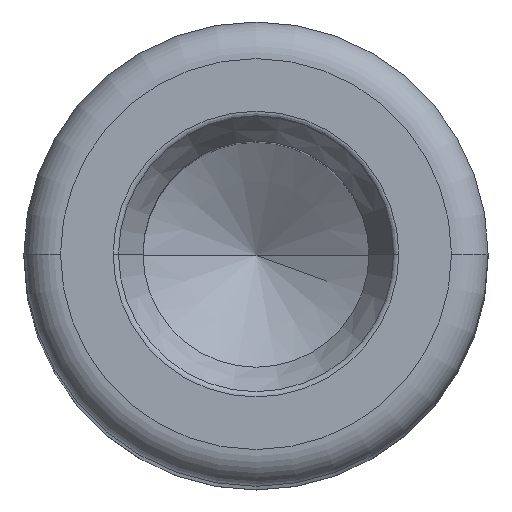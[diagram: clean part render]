
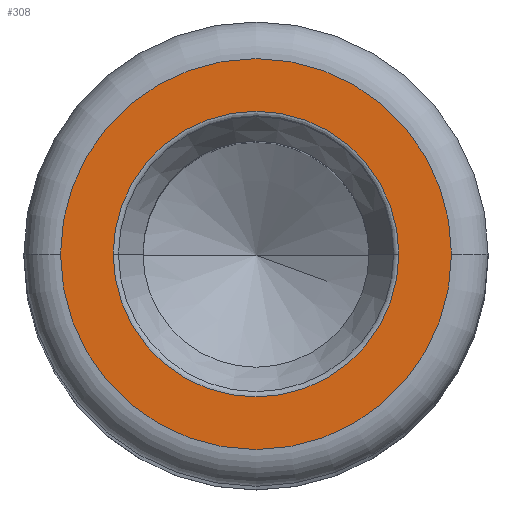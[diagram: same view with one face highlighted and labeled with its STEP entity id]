
A CAD part, top view. The second image highlights one B-rep face of the part: STEP entity #308.
In plain terms, the highlighted planar face has unit normal (0, 0, 1).
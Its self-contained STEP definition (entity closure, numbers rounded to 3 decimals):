
#5 = CARTESIAN_POINT ( 'NONE',  ( 16., 0., 180. ) ) ;
#64 = ORIENTED_EDGE ( 'NONE', *, *, #105, .T. ) ;
#100 = CIRCLE ( 'NONE', #545, 16. ) ;
#105 = EDGE_CURVE ( 'NONE', #426, #532, #234, .T. ) ;
#146 = ORIENTED_EDGE ( 'NONE', *, *, #376, .T. ) ;
#174 = CARTESIAN_POINT ( 'NONE',  ( 0., 0., 180. ) ) ;
#196 = DIRECTION ( 'NONE',  ( 1., 0., 0. ) ) ;
#210 = AXIS2_PLACEMENT_3D ( 'NONE', #473, #758, #265 ) ;
#220 = CIRCLE ( 'NONE', #724, 16. ) ;
#234 = CIRCLE ( 'NONE', #749, 11.689 ) ;
#239 = FACE_OUTER_BOUND ( 'NONE', #541, .T. ) ;
#248 = DIRECTION ( 'NONE',  ( 1., 0., 0. ) ) ;
#258 = PLANE ( 'NONE',  #210 ) ;
#265 = DIRECTION ( 'NONE',  ( 1., 0., 0. ) ) ;
#271 = VERTEX_POINT ( 'NONE', #5 ) ;
#293 = DIRECTION ( 'NONE',  ( 0., 0., -1. ) ) ;
#308 = ADVANCED_FACE ( 'NONE', ( #467, #239 ), #258, .T. ) ;
#322 = DIRECTION ( 'NONE',  ( 1., 0., 0. ) ) ;
#331 = ORIENTED_EDGE ( 'NONE', *, *, #728, .T. ) ;
#333 = CARTESIAN_POINT ( 'NONE',  ( 0., 0., 180. ) ) ;
#356 = VERTEX_POINT ( 'NONE', #471 ) ;
#376 = EDGE_CURVE ( 'NONE', #356, #271, #100, .T. ) ;
#419 = CARTESIAN_POINT ( 'NONE',  ( 0., 0., 180. ) ) ;
#426 = VERTEX_POINT ( 'NONE', #542 ) ;
#431 = ORIENTED_EDGE ( 'NONE', *, *, #505, .T. ) ;
#432 = AXIS2_PLACEMENT_3D ( 'NONE', #333, #293, #626 ) ;
#467 = FACE_BOUND ( 'NONE', #478, .T. ) ;
#471 = CARTESIAN_POINT ( 'NONE',  ( -16., 0., 180. ) ) ;
#473 = CARTESIAN_POINT ( 'NONE',  ( 0., 0., 180. ) ) ;
#478 = EDGE_LOOP ( 'NONE', ( #64, #331 ) ) ;
#505 = EDGE_CURVE ( 'NONE', #271, #356, #220, .T. ) ;
#532 = VERTEX_POINT ( 'NONE', #568 ) ;
#541 = EDGE_LOOP ( 'NONE', ( #431, #146 ) ) ;
#542 = CARTESIAN_POINT ( 'NONE',  ( 11.689, 0., 180. ) ) ;
#545 = AXIS2_PLACEMENT_3D ( 'NONE', #419, #704, #196 ) ;
#568 = CARTESIAN_POINT ( 'NONE',  ( -11.689, 0., 180. ) ) ;
#590 = CIRCLE ( 'NONE', #432, 11.689 ) ;
#601 = CARTESIAN_POINT ( 'NONE',  ( 0., 0., 180. ) ) ;
#626 = DIRECTION ( 'NONE',  ( 1., 0., 0. ) ) ;
#662 = DIRECTION ( 'NONE',  ( 0., 0., 1. ) ) ;
#693 = DIRECTION ( 'NONE',  ( 0., 0., -1. ) ) ;
#704 = DIRECTION ( 'NONE',  ( 0., 0., 1. ) ) ;
#724 = AXIS2_PLACEMENT_3D ( 'NONE', #601, #662, #322 ) ;
#728 = EDGE_CURVE ( 'NONE', #532, #426, #590, .T. ) ;
#749 = AXIS2_PLACEMENT_3D ( 'NONE', #174, #693, #248 ) ;
#758 = DIRECTION ( 'NONE',  ( 0., 0., 1. ) ) ;
